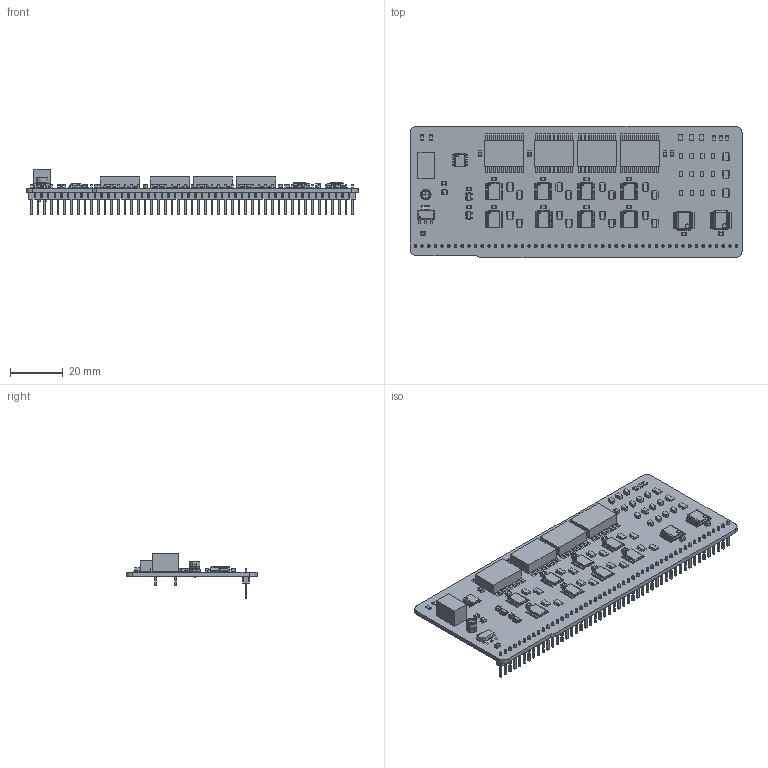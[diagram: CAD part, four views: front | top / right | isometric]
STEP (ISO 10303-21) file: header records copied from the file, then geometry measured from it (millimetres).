
FILE_DESCRIPTION(('KiCad electronic assembly'),'2;1');
FILE_NAME('W65C816 Debug Display.step','2024-11-30T10:19:45',('Pcbnew'), ('Kicad'),'Open CASCADE STEP processor 7.8','KiCad to STEP converter', 'Unknown');
FILE_SCHEMA(('AUTOMOTIVE_DESIGN { 1 0 10303 214 1 1 1 1 }'));
Length unit declared in the file: millimetre
Products named in the file (36): W65C816 Debug Display 1; C_0805_2012Metric; R_0805_2012Metric; 150224VS73100A; ASSEMBLY; CAY16-470J4LF; SN74ABT245BDBR; DB0020A_ASM; CP_Radial_D4.0mm_P2.00mm; CP_Radial_D40mm_P200mm; KCDC03-123; 74VHCT573AFT; 74LVC2G04GW-Q100H; BV1LB150FJ-CE2; SOP-J8; M74VHC1G126DTT1G; NDS-02V; LD1117S33; PinHeader_1x24_P2.54mm_Vertical; PinHeader_1x24_P254mm_Vertical; PinHeader_1x08_P2.54mm_Vertical; PinHeader_1x08_P254mm_Vertical; PinHeader_1x15_P2.54mm_Vertical; PinHeader_1x15_P254mm_Vertical; PinHeader_1x01_P2.54mm_Vertical; PinHeader_1x01_P254mm_Vertical; W65C816 Debug Display_PCB
Assembly tree (101 placements, depth 3):
  W65C816 Debug Display 1
    C_0805_2012Metric  x18
      C_0805_2012Metric
    R_0805_2012Metric  x5
      R_0805_2012Metric
    150224VS73100A  x15
      ASSEMBLY
    CAY16-470J4LF  x19
      ASSEMBLY
    SN74ABT245BDBR  x2
      DB0020A_ASM
    CP_Radial_D4.0mm_P2.00mm
      CP_Radial_D40mm_P200mm
    KCDC03-123  x4
      ASSEMBLY
    74VHCT573AFT  x8
      ASSEMBLY
    74LVC2G04GW-Q100H
      ASSEMBLY
    BV1LB150FJ-CE2
      SOP-J8
    M74VHC1G126DTT1G  x2
      ASSEMBLY
    NDS-02V
      ASSEMBLY
    LD1117S33
      LD1117S33
    PinHeader_1x24_P2.54mm_Vertical
      PinHeader_1x24_P254mm_Vertical
    PinHeader_1x08_P2.54mm_Vertical
      PinHeader_1x08_P254mm_Vertical
    PinHeader_1x15_P2.54mm_Vertical
      PinHeader_1x15_P254mm_Vertical
    PinHeader_1x01_P2.54mm_Vertical  x2
      PinHeader_1x01_P254mm_Vertical
    W65C816 Debug Display_PCB
Bounding box: 125.98 x 49.92 x 17.39 mm (x, y, z)
Volume: 14528.5 mm3; surface area: 21034.4 mm2
Topology: 583 solids, 584 shells, 7213 faces, 16988 edges, 11093 vertices
Faces by surface type: plane 5949, cylinder 1232, bspline 24, revolution 6, torus 2
Full cylindrical faces by diameter (mm): 0.156 x1, 0.188 x2, 0.3 x2, 0.55 x8, 0.77 x16, 1 x55
Entity records: 86168 total; most frequent: CARTESIAN_POINT 14261, ORIENTED_EDGE 12476, DIRECTION 12277, EDGE_CURVE 6238, LINE 5429, VECTOR 5429, VERTEX_POINT 3985, AXIS2_PLACEMENT_3D 3421
